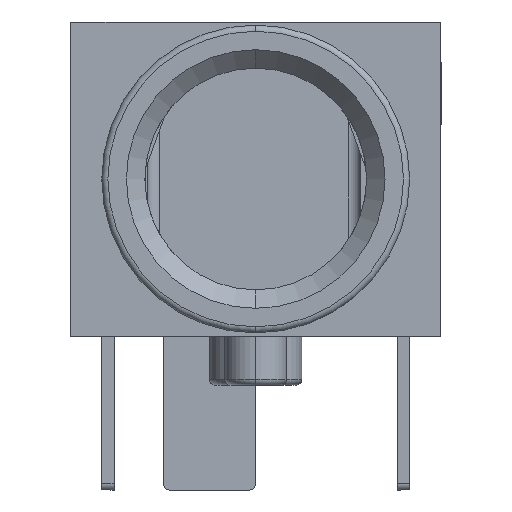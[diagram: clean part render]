
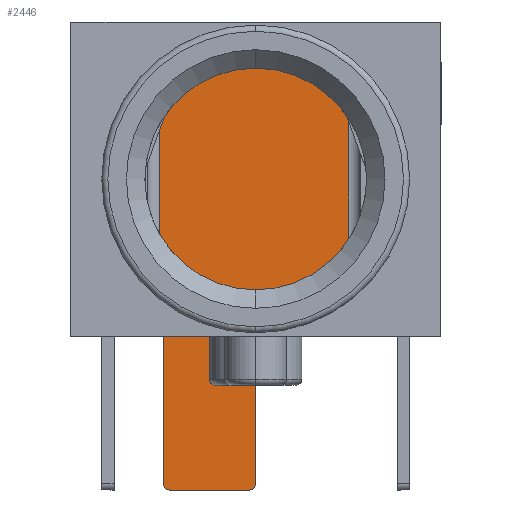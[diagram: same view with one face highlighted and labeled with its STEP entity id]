
A CAD part, left-side view. The second image highlights one B-rep face of the part: STEP entity #2446.
In plain terms, the highlighted planar face has unit normal (-1, 0, 0).
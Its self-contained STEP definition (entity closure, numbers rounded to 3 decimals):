
#18 = CARTESIAN_POINT ( 'NONE',  ( 6.5, 0., -2.4 ) ) ;
#77 = VECTOR ( 'NONE', #2174, 1000. ) ;
#197 = CARTESIAN_POINT ( 'NONE',  ( 6.5, 1.556, 0.49 ) ) ;
#286 = CARTESIAN_POINT ( 'NONE',  ( 6.5, -0.1, 0.5 ) ) ;
#310 = FACE_OUTER_BOUND ( 'NONE', #8103, .T. ) ;
#1035 = DIRECTION ( 'NONE',  ( 0., 0., -1. ) ) ;
#1047 = CARTESIAN_POINT ( 'NONE',  ( 6.5, 1.556, 4.7 ) ) ;
#1079 = DIRECTION ( 'NONE',  ( 0., 0., -1. ) ) ;
#1126 = CARTESIAN_POINT ( 'NONE',  ( 6.5, -0.1, 0.4 ) ) ;
#1149 = CARTESIAN_POINT ( 'NONE',  ( 6.5, 0.1, -2.5 ) ) ;
#1279 = CARTESIAN_POINT ( 'NONE',  ( 6.5, 1.4, -2.5 ) ) ;
#1284 = ORIENTED_EDGE ( 'NONE', *, *, #21897, .T. ) ;
#1854 = ORIENTED_EDGE ( 'NONE', *, *, #9747, .F. ) ;
#2000 = VERTEX_POINT ( 'NONE', #18 ) ;
#2174 = DIRECTION ( 'NONE',  ( 0., 0., 1. ) ) ;
#2446 = ADVANCED_FACE ( 'NONE', ( #310 ), #16394, .F. ) ;
#2800 = VERTEX_POINT ( 'NONE', #1047 ) ;
#3002 = CARTESIAN_POINT ( 'NONE',  ( 6.5, 1.4, -2.4 ) ) ;
#3042 = CARTESIAN_POINT ( 'NONE',  ( 6.5, -1.509, 4.7 ) ) ;
#3105 = CARTESIAN_POINT ( 'NONE',  ( 6.5, 1.5, 0.4 ) ) ;
#3175 = CARTESIAN_POINT ( 'NONE',  ( 6.5, -1.509, 0.5 ) ) ;
#3249 = LINE ( 'NONE', #7109, #17329 ) ;
#3912 = LINE ( 'NONE', #20357, #77 ) ;
#3991 = VECTOR ( 'NONE', #24235, 1000. ) ;
#4801 = EDGE_CURVE ( 'NONE', #15594, #18909, #15120, .T. ) ;
#5147 = VECTOR ( 'NONE', #18771, 1000. ) ;
#5446 = DIRECTION ( 'NONE',  ( 1., 0., 0. ) ) ;
#5752 = DIRECTION ( 'NONE',  ( -1., 0., 0. ) ) ;
#6847 = ORIENTED_EDGE ( 'NONE', *, *, #9660, .F. ) ;
#6862 = DIRECTION ( 'NONE',  ( 0., 0., -1. ) ) ;
#7109 = CARTESIAN_POINT ( 'NONE',  ( 6.5, 1.5, 2.5 ) ) ;
#7457 = EDGE_CURVE ( 'NONE', #9325, #9347, #18153, .T. ) ;
#7513 = DIRECTION ( 'NONE',  ( -1., 0., 0. ) ) ;
#8020 = CARTESIAN_POINT ( 'NONE',  ( 6.5, 1.5, -2.4 ) ) ;
#8059 = CARTESIAN_POINT ( 'NONE',  ( 6.5, 1.5, -2.5 ) ) ;
#8103 = EDGE_LOOP ( 'NONE', ( #14405, #1284, #20769, #11473, #11827, #9923, #20364, #12303, #1854, #6847, #15231 ) ) ;
#8134 = VECTOR ( 'NONE', #1035, 1000. ) ;
#8860 = DIRECTION ( 'NONE',  ( 1., 0., 0. ) ) ;
#9202 = CARTESIAN_POINT ( 'NONE',  ( 6.5, 0., 0. ) ) ;
#9325 = VERTEX_POINT ( 'NONE', #1149 ) ;
#9347 = VERTEX_POINT ( 'NONE', #1279 ) ;
#9660 = EDGE_CURVE ( 'NONE', #25031, #2800, #3912, .T. ) ;
#9677 = DIRECTION ( 'NONE',  ( 0., 1., 0. ) ) ;
#9747 = EDGE_CURVE ( 'NONE', #2800, #15594, #12791, .T. ) ;
#9923 = ORIENTED_EDGE ( 'NONE', *, *, #22648, .T. ) ;
#10794 = AXIS2_PLACEMENT_3D ( 'NONE', #15592, #5752, #25828 ) ;
#11019 = DIRECTION ( 'NONE',  ( 0., 0., -1. ) ) ;
#11286 = LINE ( 'NONE', #11416, #24736 ) ;
#11416 = CARTESIAN_POINT ( 'NONE',  ( 6.5, 0., 2.5 ) ) ;
#11464 = DIRECTION ( 'NONE',  ( 0., 0., 1. ) ) ;
#11473 = ORIENTED_EDGE ( 'NONE', *, *, #13108, .T. ) ;
#11677 = VERTEX_POINT ( 'NONE', #8020 ) ;
#11827 = ORIENTED_EDGE ( 'NONE', *, *, #22912, .F. ) ;
#12303 = ORIENTED_EDGE ( 'NONE', *, *, #4801, .F. ) ;
#12791 = LINE ( 'NONE', #22761, #5147 ) ;
#13108 = EDGE_CURVE ( 'NONE', #9325, #2000, #13787, .T. ) ;
#13265 = AXIS2_PLACEMENT_3D ( 'NONE', #9202, #17291, #1079 ) ;
#13575 = AXIS2_PLACEMENT_3D ( 'NONE', #3002, #7513, #23829 ) ;
#13787 = CIRCLE ( 'NONE', #10794, 0.1 ) ;
#14405 = ORIENTED_EDGE ( 'NONE', *, *, #20342, .F. ) ;
#14545 = CARTESIAN_POINT ( 'NONE',  ( 6.5, -1.509, 4.7 ) ) ;
#15120 = LINE ( 'NONE', #3042, #8134 ) ;
#15231 = ORIENTED_EDGE ( 'NONE', *, *, #17304, .T. ) ;
#15288 = CIRCLE ( 'NONE', #18263, 0.1 ) ;
#15592 = CARTESIAN_POINT ( 'NONE',  ( 6.5, 0.1, -2.4 ) ) ;
#15594 = VERTEX_POINT ( 'NONE', #14545 ) ;
#15788 = AXIS2_PLACEMENT_3D ( 'NONE', #1126, #8860, #6862 ) ;
#15902 = CARTESIAN_POINT ( 'NONE',  ( 6.5, 1.956, 0.5 ) ) ;
#16394 = PLANE ( 'NONE',  #13265 ) ;
#17104 = VECTOR ( 'NONE', #9677, 1000. ) ;
#17160 = DIRECTION ( 'NONE',  ( 0., 0., -1. ) ) ;
#17291 = DIRECTION ( 'NONE',  ( 1., 0., 0. ) ) ;
#17304 = EDGE_CURVE ( 'NONE', #25031, #23757, #15288, .T. ) ;
#17329 = VECTOR ( 'NONE', #11464, 1000. ) ;
#18153 = LINE ( 'NONE', #8059, #3991 ) ;
#18263 = AXIS2_PLACEMENT_3D ( 'NONE', #19529, #5446, #17160 ) ;
#18771 = DIRECTION ( 'NONE',  ( 0., -1., 0. ) ) ;
#18909 = VERTEX_POINT ( 'NONE', #3175 ) ;
#19529 = CARTESIAN_POINT ( 'NONE',  ( 6.5, 1.6, 0.4 ) ) ;
#20342 = EDGE_CURVE ( 'NONE', #11677, #23757, #3249, .T. ) ;
#20357 = CARTESIAN_POINT ( 'NONE',  ( 6.5, 1.556, 0.5 ) ) ;
#20364 = ORIENTED_EDGE ( 'NONE', *, *, #23348, .F. ) ;
#20769 = ORIENTED_EDGE ( 'NONE', *, *, #7457, .F. ) ;
#21897 = EDGE_CURVE ( 'NONE', #11677, #9347, #23756, .T. ) ;
#22648 = EDGE_CURVE ( 'NONE', #22665, #25619, #22967, .T. ) ;
#22665 = VERTEX_POINT ( 'NONE', #23306 ) ;
#22761 = CARTESIAN_POINT ( 'NONE',  ( 6.5, 1.956, 4.7 ) ) ;
#22912 = EDGE_CURVE ( 'NONE', #22665, #2000, #11286, .T. ) ;
#22967 = CIRCLE ( 'NONE', #15788, 0.1 ) ;
#23306 = CARTESIAN_POINT ( 'NONE',  ( 6.5, 0., 0.4 ) ) ;
#23348 = EDGE_CURVE ( 'NONE', #18909, #25619, #26138, .T. ) ;
#23756 = CIRCLE ( 'NONE', #13575, 0.1 ) ;
#23757 = VERTEX_POINT ( 'NONE', #3105 ) ;
#23829 = DIRECTION ( 'NONE',  ( 0., 0., -1. ) ) ;
#24235 = DIRECTION ( 'NONE',  ( 0., 1., 0. ) ) ;
#24736 = VECTOR ( 'NONE', #11019, 1000. ) ;
#25031 = VERTEX_POINT ( 'NONE', #197 ) ;
#25619 = VERTEX_POINT ( 'NONE', #286 ) ;
#25828 = DIRECTION ( 'NONE',  ( 0., 0., -1. ) ) ;
#26138 = LINE ( 'NONE', #15902, #17104 ) ;
